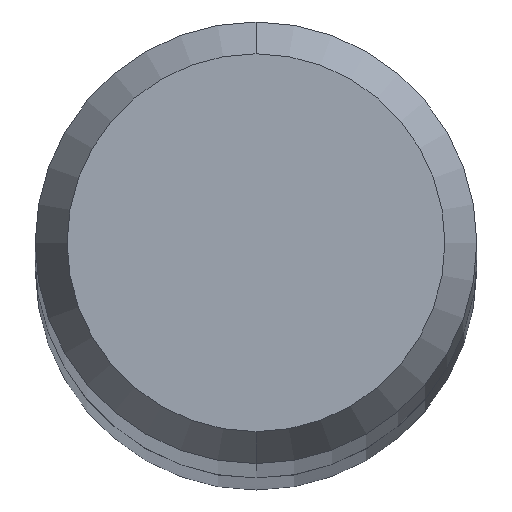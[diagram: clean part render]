
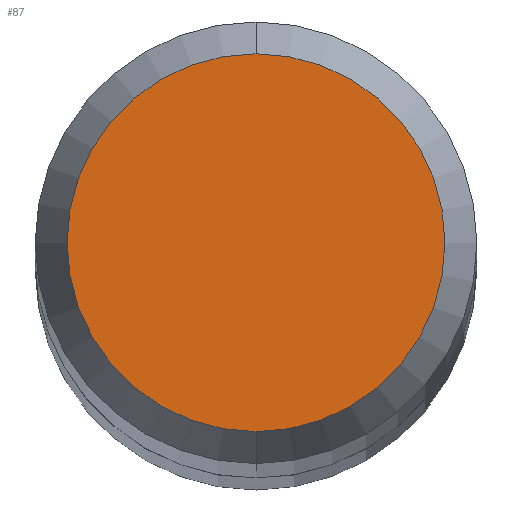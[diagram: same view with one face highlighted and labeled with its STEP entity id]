
A CAD part, top view. The second image highlights one B-rep face of the part: STEP entity #87.
In plain terms, the highlighted planar face has unit normal (0, 0, 1).
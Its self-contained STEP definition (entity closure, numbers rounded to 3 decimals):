
#87=ADVANCED_FACE('',(#206),#207,.T.);
#119=EDGE_CURVE('',#157,#143,#243,.T.);
#125=EDGE_CURVE('',#143,#157,#250,.T.);
#143=VERTEX_POINT('',#270);
#157=VERTEX_POINT('',#287);
#206=FACE_OUTER_BOUND('',#332,.T.);
#207=PLANE('',#333);
#243=CIRCLE('',#377,1.358);
#250=CIRCLE('',#386,1.358);
#270=CARTESIAN_POINT('',(0.,-1.358,0.0));
#287=CARTESIAN_POINT('',(0.0,1.358,0.0));
#332=EDGE_LOOP('',(#471,#472));
#333=AXIS2_PLACEMENT_3D('',#473,#474,#475);
#377=AXIS2_PLACEMENT_3D('',#521,#522,#523);
#386=AXIS2_PLACEMENT_3D('',#534,#535,#536);
#471=ORIENTED_EDGE('',*,*,#119,.F.);
#472=ORIENTED_EDGE('',*,*,#125,.F.);
#473=CARTESIAN_POINT('',(0.0,0.679,0.0));
#474=DIRECTION('',(-0.0,0.0,1.0));
#475=DIRECTION('',(0.0,-1.0,0.0));
#521=CARTESIAN_POINT('',(0.0,0.0,0.0));
#522=DIRECTION('',(0.0,0.0,-1.0));
#523=DIRECTION('',(0.0,1.0,0.0));
#534=CARTESIAN_POINT('',(0.0,0.0,0.0));
#535=DIRECTION('',(0.0,0.0,-1.0));
#536=DIRECTION('',(0.0,1.0,0.0));
